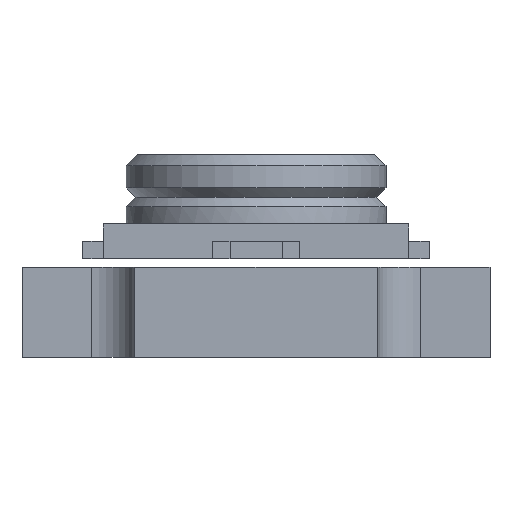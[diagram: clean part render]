
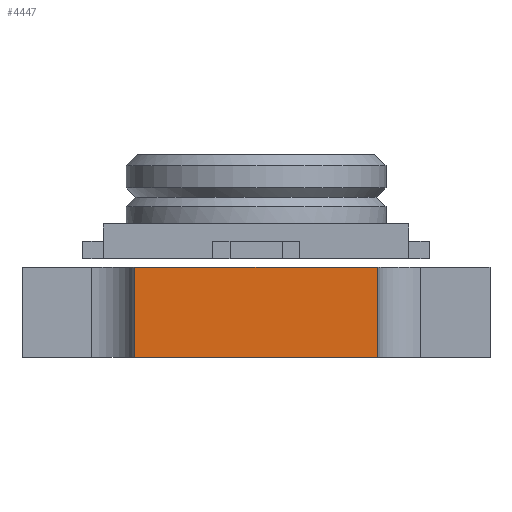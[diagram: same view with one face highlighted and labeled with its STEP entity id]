
A CAD part, front view. The second image highlights one B-rep face of the part: STEP entity #4447.
In plain terms, the highlighted planar face has unit normal (0, -1, 0).
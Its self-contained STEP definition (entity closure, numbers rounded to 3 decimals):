
#3134 = PLANE('',#3135);
#3135 = AXIS2_PLACEMENT_3D('',#3136,#3137,#3138);
#3136 = CARTESIAN_POINT('',(0.,2.246,0.52));
#3137 = DIRECTION('',(-0.,-0.,-1.));
#3138 = DIRECTION('',(-1.,0.,0.));
#3188 = PLANE('',#3189);
#3189 = AXIS2_PLACEMENT_3D('',#3190,#3191,#3192);
#3190 = CARTESIAN_POINT('',(0.,2.246,0.));
#3191 = DIRECTION('',(-0.,-0.,-1.));
#3192 = DIRECTION('',(-1.,0.,0.));
#3707 = VERTEX_POINT('',#3708);
#3708 = CARTESIAN_POINT('',(0.7,0.,0.));
#3727 = CYLINDRICAL_SURFACE('',#3728,0.25);
#3728 = AXIS2_PLACEMENT_3D('',#3729,#3730,#3731);
#3729 = CARTESIAN_POINT('',(0.95,0.,0.));
#3730 = DIRECTION('',(-0.,-0.,-1.));
#3731 = DIRECTION('',(1.,0.,-0.));
#3739 = EDGE_CURVE('',#3707,#3740,#3742,.T.);
#3740 = VERTEX_POINT('',#3741);
#3741 = CARTESIAN_POINT('',(-0.7,0.,0.));
#3742 = SURFACE_CURVE('',#3743,(#3747,#3754),.PCURVE_S1.);
#3743 = LINE('',#3744,#3745);
#3744 = CARTESIAN_POINT('',(1.35,-0.,0.));
#3745 = VECTOR('',#3746,1.);
#3746 = DIRECTION('',(-1.,0.,0.));
#3747 = PCURVE('',#3188,#3748);
#3748 = DEFINITIONAL_REPRESENTATION('',(#3749),#3753);
#3749 = LINE('',#3750,#3751);
#3750 = CARTESIAN_POINT('',(-1.35,-2.246));
#3751 = VECTOR('',#3752,1.);
#3752 = DIRECTION('',(1.,0.));
#3753 = ( GEOMETRIC_REPRESENTATION_CONTEXT(2) 
PARAMETRIC_REPRESENTATION_CONTEXT() REPRESENTATION_CONTEXT('2D SPACE',''
  ) );
#3754 = PCURVE('',#3755,#3760);
#3755 = PLANE('',#3756);
#3756 = AXIS2_PLACEMENT_3D('',#3757,#3758,#3759);
#3757 = CARTESIAN_POINT('',(1.35,0.,0.));
#3758 = DIRECTION('',(0.,-1.,0.));
#3759 = DIRECTION('',(-1.,0.,0.));
#3760 = DEFINITIONAL_REPRESENTATION('',(#3761),#3765);
#3761 = LINE('',#3762,#3763);
#3762 = CARTESIAN_POINT('',(0.,0.));
#3763 = VECTOR('',#3764,1.);
#3764 = DIRECTION('',(1.,0.));
#3765 = ( GEOMETRIC_REPRESENTATION_CONTEXT(2) 
PARAMETRIC_REPRESENTATION_CONTEXT() REPRESENTATION_CONTEXT('2D SPACE',''
  ) );
#3788 = CYLINDRICAL_SURFACE('',#3789,0.25);
#3789 = AXIS2_PLACEMENT_3D('',#3790,#3791,#3792);
#3790 = CARTESIAN_POINT('',(-0.95,0.,0.));
#3791 = DIRECTION('',(-0.,-0.,-1.));
#3792 = DIRECTION('',(1.,0.,-0.));
#4167 = VERTEX_POINT('',#4168);
#4168 = CARTESIAN_POINT('',(0.7,0.,0.52));
#4194 = EDGE_CURVE('',#4167,#4195,#4197,.T.);
#4195 = VERTEX_POINT('',#4196);
#4196 = CARTESIAN_POINT('',(-0.7,0.,0.52));
#4197 = SURFACE_CURVE('',#4198,(#4202,#4209),.PCURVE_S1.);
#4198 = LINE('',#4199,#4200);
#4199 = CARTESIAN_POINT('',(1.35,0.,0.52));
#4200 = VECTOR('',#4201,1.);
#4201 = DIRECTION('',(-1.,0.,0.));
#4202 = PCURVE('',#3134,#4203);
#4203 = DEFINITIONAL_REPRESENTATION('',(#4204),#4208);
#4204 = LINE('',#4205,#4206);
#4205 = CARTESIAN_POINT('',(-1.35,-2.246));
#4206 = VECTOR('',#4207,1.);
#4207 = DIRECTION('',(1.,0.));
#4208 = ( GEOMETRIC_REPRESENTATION_CONTEXT(2) 
PARAMETRIC_REPRESENTATION_CONTEXT() REPRESENTATION_CONTEXT('2D SPACE',''
  ) );
#4209 = PCURVE('',#3755,#4210);
#4210 = DEFINITIONAL_REPRESENTATION('',(#4211),#4215);
#4211 = LINE('',#4212,#4213);
#4212 = CARTESIAN_POINT('',(0.,-0.52));
#4213 = VECTOR('',#4214,1.);
#4214 = DIRECTION('',(1.,0.));
#4215 = ( GEOMETRIC_REPRESENTATION_CONTEXT(2) 
PARAMETRIC_REPRESENTATION_CONTEXT() REPRESENTATION_CONTEXT('2D SPACE',''
  ) );
#4427 = EDGE_CURVE('',#4195,#3740,#4428,.T.);
#4428 = SURFACE_CURVE('',#4429,(#4433,#4439),.PCURVE_S1.);
#4429 = LINE('',#4430,#4431);
#4430 = CARTESIAN_POINT('',(-0.7,0.,0.));
#4431 = VECTOR('',#4432,1.);
#4432 = DIRECTION('',(-0.,-0.,-1.));
#4433 = PCURVE('',#3788,#4434);
#4434 = DEFINITIONAL_REPRESENTATION('',(#4435),#4438);
#4435 = B_SPLINE_CURVE_WITH_KNOTS('',1,(#4436,#4437),.UNSPECIFIED.,.F.,
  .F.,(2,2),(-0.56,0.04),.PIECEWISE_BEZIER_KNOTS.);
#4436 = CARTESIAN_POINT('',(-6.283,-0.56));
#4437 = CARTESIAN_POINT('',(-6.283,0.04));
#4438 = ( GEOMETRIC_REPRESENTATION_CONTEXT(2) 
PARAMETRIC_REPRESENTATION_CONTEXT() REPRESENTATION_CONTEXT('2D SPACE',''
  ) );
#4439 = PCURVE('',#3755,#4440);
#4440 = DEFINITIONAL_REPRESENTATION('',(#4441),#4444);
#4441 = B_SPLINE_CURVE_WITH_KNOTS('',1,(#4442,#4443),.UNSPECIFIED.,.F.,
  .F.,(2,2),(-0.56,0.04),.PIECEWISE_BEZIER_KNOTS.);
#4442 = CARTESIAN_POINT('',(2.05,-0.56));
#4443 = CARTESIAN_POINT('',(2.05,0.04));
#4444 = ( GEOMETRIC_REPRESENTATION_CONTEXT(2) 
PARAMETRIC_REPRESENTATION_CONTEXT() REPRESENTATION_CONTEXT('2D SPACE',''
  ) );
#4447 = ADVANCED_FACE('',(#4448),#3755,.T.);
#4448 = FACE_BOUND('',#4449,.T.);
#4449 = EDGE_LOOP('',(#4450,#4451,#4470,#4471));
#4450 = ORIENTED_EDGE('',*,*,#3739,.F.);
#4451 = ORIENTED_EDGE('',*,*,#4452,.F.);
#4452 = EDGE_CURVE('',#4167,#3707,#4453,.T.);
#4453 = SURFACE_CURVE('',#4454,(#4458,#4464),.PCURVE_S1.);
#4454 = LINE('',#4455,#4456);
#4455 = CARTESIAN_POINT('',(0.7,0.,0.));
#4456 = VECTOR('',#4457,1.);
#4457 = DIRECTION('',(-0.,-0.,-1.));
#4458 = PCURVE('',#3755,#4459);
#4459 = DEFINITIONAL_REPRESENTATION('',(#4460),#4463);
#4460 = B_SPLINE_CURVE_WITH_KNOTS('',1,(#4461,#4462),.UNSPECIFIED.,.F.,
  .F.,(2,2),(-0.56,0.04),.PIECEWISE_BEZIER_KNOTS.);
#4461 = CARTESIAN_POINT('',(0.65,-0.56));
#4462 = CARTESIAN_POINT('',(0.65,0.04));
#4463 = ( GEOMETRIC_REPRESENTATION_CONTEXT(2) 
PARAMETRIC_REPRESENTATION_CONTEXT() REPRESENTATION_CONTEXT('2D SPACE',''
  ) );
#4464 = PCURVE('',#3727,#4465);
#4465 = DEFINITIONAL_REPRESENTATION('',(#4466),#4469);
#4466 = B_SPLINE_CURVE_WITH_KNOTS('',1,(#4467,#4468),.UNSPECIFIED.,.F.,
  .F.,(2,2),(-0.56,0.04),.PIECEWISE_BEZIER_KNOTS.);
#4467 = CARTESIAN_POINT('',(-3.142,-0.56));
#4468 = CARTESIAN_POINT('',(-3.142,0.04));
#4469 = ( GEOMETRIC_REPRESENTATION_CONTEXT(2) 
PARAMETRIC_REPRESENTATION_CONTEXT() REPRESENTATION_CONTEXT('2D SPACE',''
  ) );
#4470 = ORIENTED_EDGE('',*,*,#4194,.T.);
#4471 = ORIENTED_EDGE('',*,*,#4427,.T.);
